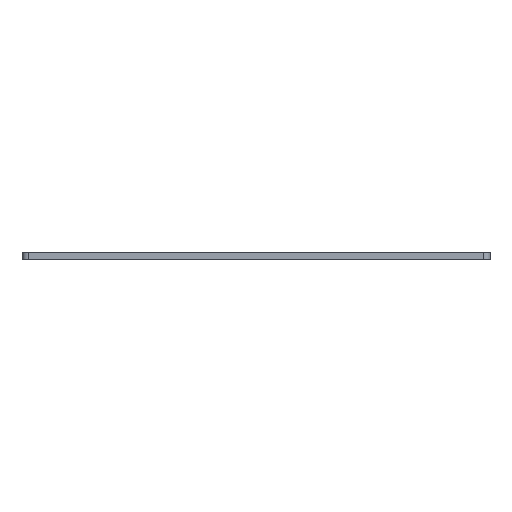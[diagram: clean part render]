
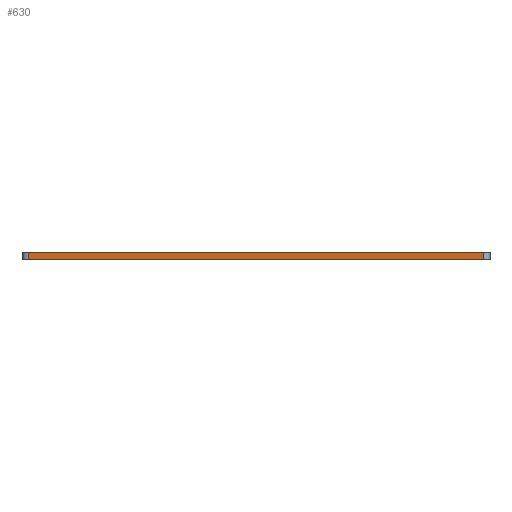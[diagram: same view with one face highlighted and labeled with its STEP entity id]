
A CAD part, left-side view. The second image highlights one B-rep face of the part: STEP entity #630.
In plain terms, the highlighted planar face has unit normal (-1, 0, 0).
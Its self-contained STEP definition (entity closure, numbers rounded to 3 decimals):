
#31 = PLANE('',#32);
#32 = AXIS2_PLACEMENT_3D('',#33,#34,#35);
#33 = CARTESIAN_POINT('',(0.,0.,6.));
#34 = DIRECTION('',(0.,0.,1.));
#35 = DIRECTION('',(1.,0.,0.));
#88 = VERTEX_POINT('',#89);
#89 = CARTESIAN_POINT('',(-170.,175.,6.));
#104 = CYLINDRICAL_SURFACE('',#105,5.);
#105 = AXIS2_PLACEMENT_3D('',#106,#107,#108);
#106 = CARTESIAN_POINT('',(-165.,175.,0.));
#107 = DIRECTION('',(0.,0.,1.));
#108 = DIRECTION('',(0.,1.,0.));
#116 = EDGE_CURVE('',#117,#88,#119,.T.);
#117 = VERTEX_POINT('',#118);
#118 = CARTESIAN_POINT('',(-170.,-175.,6.));
#119 = SURFACE_CURVE('',#120,(#124,#131),.PCURVE_S1.);
#120 = LINE('',#121,#122);
#121 = CARTESIAN_POINT('',(-170.,-180.,6.));
#122 = VECTOR('',#123,1.);
#123 = DIRECTION('',(0.,1.,0.));
#124 = PCURVE('',#31,#125);
#125 = DEFINITIONAL_REPRESENTATION('',(#126),#130);
#126 = LINE('',#127,#128);
#127 = CARTESIAN_POINT('',(-170.,-180.));
#128 = VECTOR('',#129,1.);
#129 = DIRECTION('',(0.,1.));
#130 = ( GEOMETRIC_REPRESENTATION_CONTEXT(2) 
PARAMETRIC_REPRESENTATION_CONTEXT() REPRESENTATION_CONTEXT('2D SPACE',''
  ) );
#131 = PCURVE('',#132,#137);
#132 = PLANE('',#133);
#133 = AXIS2_PLACEMENT_3D('',#134,#135,#136);
#134 = CARTESIAN_POINT('',(-170.,-180.,0.));
#135 = DIRECTION('',(-1.,0.,0.));
#136 = DIRECTION('',(0.,1.,0.));
#137 = DEFINITIONAL_REPRESENTATION('',(#138),#142);
#138 = LINE('',#139,#140);
#139 = CARTESIAN_POINT('',(0.,-6.));
#140 = VECTOR('',#141,1.);
#141 = DIRECTION('',(1.,0.));
#142 = ( GEOMETRIC_REPRESENTATION_CONTEXT(2) 
PARAMETRIC_REPRESENTATION_CONTEXT() REPRESENTATION_CONTEXT('2D SPACE',''
  ) );
#165 = CYLINDRICAL_SURFACE('',#166,5.);
#166 = AXIS2_PLACEMENT_3D('',#167,#168,#169);
#167 = CARTESIAN_POINT('',(-165.,-175.,0.));
#168 = DIRECTION('',(0.,0.,1.));
#169 = DIRECTION('',(0.,-1.,0.));
#526 = PLANE('',#527);
#527 = AXIS2_PLACEMENT_3D('',#528,#529,#530);
#528 = CARTESIAN_POINT('',(0.,0.,0.));
#529 = DIRECTION('',(0.,0.,1.));
#530 = DIRECTION('',(1.,0.,0.));
#585 = VERTEX_POINT('',#586);
#586 = CARTESIAN_POINT('',(-170.,175.,0.));
#608 = EDGE_CURVE('',#585,#88,#609,.T.);
#609 = SURFACE_CURVE('',#610,(#614,#621),.PCURVE_S1.);
#610 = LINE('',#611,#612);
#611 = CARTESIAN_POINT('',(-170.,175.,0.));
#612 = VECTOR('',#613,1.);
#613 = DIRECTION('',(0.,0.,1.));
#614 = PCURVE('',#104,#615);
#615 = DEFINITIONAL_REPRESENTATION('',(#616),#620);
#616 = LINE('',#617,#618);
#617 = CARTESIAN_POINT('',(1.571,0.));
#618 = VECTOR('',#619,1.);
#619 = DIRECTION('',(0.,1.));
#620 = ( GEOMETRIC_REPRESENTATION_CONTEXT(2) 
PARAMETRIC_REPRESENTATION_CONTEXT() REPRESENTATION_CONTEXT('2D SPACE',''
  ) );
#621 = PCURVE('',#132,#622);
#622 = DEFINITIONAL_REPRESENTATION('',(#623),#627);
#623 = LINE('',#624,#625);
#624 = CARTESIAN_POINT('',(355.,0.));
#625 = VECTOR('',#626,1.);
#626 = DIRECTION('',(0.,-1.));
#627 = ( GEOMETRIC_REPRESENTATION_CONTEXT(2) 
PARAMETRIC_REPRESENTATION_CONTEXT() REPRESENTATION_CONTEXT('2D SPACE',''
  ) );
#630 = ADVANCED_FACE('',(#631),#132,.T.);
#631 = FACE_BOUND('',#632,.T.);
#632 = EDGE_LOOP('',(#633,#656,#677,#678));
#633 = ORIENTED_EDGE('',*,*,#634,.F.);
#634 = EDGE_CURVE('',#635,#585,#637,.T.);
#635 = VERTEX_POINT('',#636);
#636 = CARTESIAN_POINT('',(-170.,-175.,0.));
#637 = SURFACE_CURVE('',#638,(#642,#649),.PCURVE_S1.);
#638 = LINE('',#639,#640);
#639 = CARTESIAN_POINT('',(-170.,-180.,0.));
#640 = VECTOR('',#641,1.);
#641 = DIRECTION('',(0.,1.,0.));
#642 = PCURVE('',#132,#643);
#643 = DEFINITIONAL_REPRESENTATION('',(#644),#648);
#644 = LINE('',#645,#646);
#645 = CARTESIAN_POINT('',(0.,0.));
#646 = VECTOR('',#647,1.);
#647 = DIRECTION('',(1.,0.));
#648 = ( GEOMETRIC_REPRESENTATION_CONTEXT(2) 
PARAMETRIC_REPRESENTATION_CONTEXT() REPRESENTATION_CONTEXT('2D SPACE',''
  ) );
#649 = PCURVE('',#526,#650);
#650 = DEFINITIONAL_REPRESENTATION('',(#651),#655);
#651 = LINE('',#652,#653);
#652 = CARTESIAN_POINT('',(-170.,-180.));
#653 = VECTOR('',#654,1.);
#654 = DIRECTION('',(0.,1.));
#655 = ( GEOMETRIC_REPRESENTATION_CONTEXT(2) 
PARAMETRIC_REPRESENTATION_CONTEXT() REPRESENTATION_CONTEXT('2D SPACE',''
  ) );
#656 = ORIENTED_EDGE('',*,*,#657,.T.);
#657 = EDGE_CURVE('',#635,#117,#658,.T.);
#658 = SURFACE_CURVE('',#659,(#663,#670),.PCURVE_S1.);
#659 = LINE('',#660,#661);
#660 = CARTESIAN_POINT('',(-170.,-175.,0.));
#661 = VECTOR('',#662,1.);
#662 = DIRECTION('',(0.,0.,1.));
#663 = PCURVE('',#132,#664);
#664 = DEFINITIONAL_REPRESENTATION('',(#665),#669);
#665 = LINE('',#666,#667);
#666 = CARTESIAN_POINT('',(5.,0.));
#667 = VECTOR('',#668,1.);
#668 = DIRECTION('',(0.,-1.));
#669 = ( GEOMETRIC_REPRESENTATION_CONTEXT(2) 
PARAMETRIC_REPRESENTATION_CONTEXT() REPRESENTATION_CONTEXT('2D SPACE',''
  ) );
#670 = PCURVE('',#165,#671);
#671 = DEFINITIONAL_REPRESENTATION('',(#672),#676);
#672 = LINE('',#673,#674);
#673 = CARTESIAN_POINT('',(-1.571,0.));
#674 = VECTOR('',#675,1.);
#675 = DIRECTION('',(-0.,1.));
#676 = ( GEOMETRIC_REPRESENTATION_CONTEXT(2) 
PARAMETRIC_REPRESENTATION_CONTEXT() REPRESENTATION_CONTEXT('2D SPACE',''
  ) );
#677 = ORIENTED_EDGE('',*,*,#116,.T.);
#678 = ORIENTED_EDGE('',*,*,#608,.F.);
